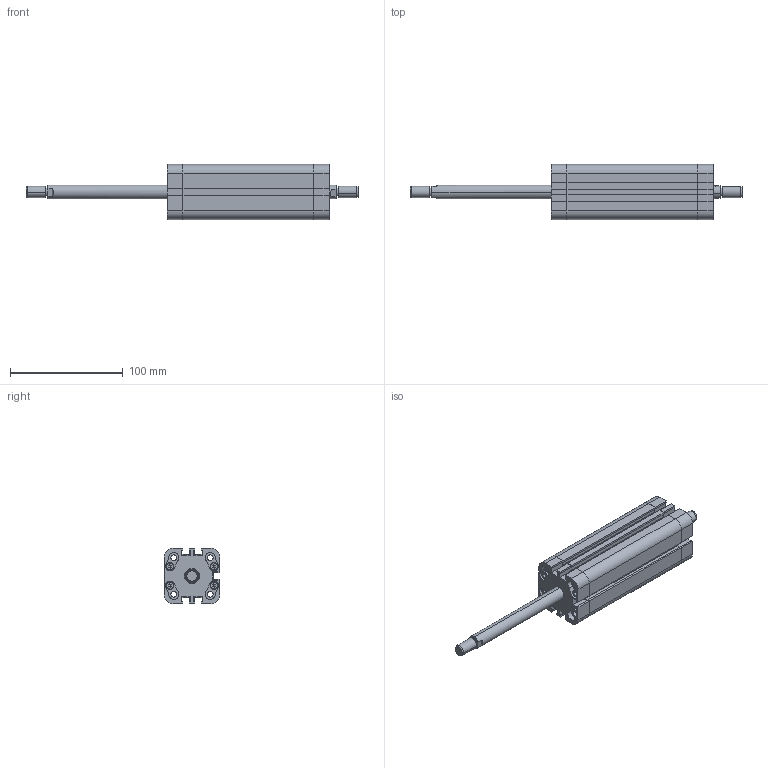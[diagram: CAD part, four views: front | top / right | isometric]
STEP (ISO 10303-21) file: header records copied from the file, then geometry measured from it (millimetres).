
FILE_DESCRIPTION (( 'STEP AP214' ), '1' );
FILE_NAME ('SM_002_032_0100_NP.STEP', '2019-11-14T11:42:50', ( '' ), ( '' ), 'SwSTEP 2.0', 'SolidWorks 2019', '' );
FILE_SCHEMA (( 'AUTOMOTIVE_DESIGN' ));
Length unit declared in the file: millimetre
Products named in the file (17): Pokrywa przód kpl^DTZ_Pokrywa prz¢d kpl - D032; Tuleja^DTZ_Tuleja - D032; socket set screw flat point_iso_ISO 4026 - M5 x 25-N; Kopia SMART - U. typ Oring - pokrywa^Pokrywa przód kpl_DTZ_U. typ Oring - D032; Kopia SMART - U. t硂ka lu焠a^T硂k kpl_DTZ_U. t坥ka lu玭a - D032; Kopia SMART - U. t³oka S^T³ok kpl_DTZ_U. tˆoka S - D032; Kopia Pokrywa przód^Pokrywa przód kpl_DTZ_Smart - Pok prz¢d - D032; T硂k kpl^DTZ_T坥k kpl - D032; SM_002_032_0100_NP; T³oczysko^DTZ_Tˆoczysko - D032; Kopia SMART - U. t³oczyska^Pokrywa przód kpl_DTZ_U. tˆoczyska - D032; Kopia T硂k^T硂k kpl_DTZ_T坥k - D032; socket head thin cap screw_din_DIN 7984 - M4 x 18 --- 15.9N; Kopia Pierœcieñ prowadz¹cy^T³ok kpl_DTZ_Pier˜cieä prowadz¥cy D032; Kopia Tuleja prowadz¹ca^Pokrywa przód kpl_DTZ_Tuleja prowadz¥ca - D032; Kopia Magnes^T³ok kpl_DTZ_Magnes D032
Assembly tree (29 placements, depth 3):
  SM_002_032_0100_NP
    Pokrywa przód kpl^DTZ_Pokrywa prz¢d kpl - D032
      Kopia Pokrywa przód^Pokrywa przód kpl_DTZ_Smart - Pok prz¢d - D032
      Kopia SMART - U. typ Oring - pokrywa^Pokrywa przód kpl_DTZ_U. typ Oring - D032
      Kopia Tuleja prowadz¹ca^Pokrywa przód kpl_DTZ_Tuleja prowadz¥ca - D032
      Kopia SMART - U. t³oczyska^Pokrywa przód kpl_DTZ_U. tˆoczyska - D032
    Pokrywa przód kpl^DTZ_Pokrywa prz¢d kpl - D032
      Kopia Pokrywa przód^Pokrywa przód kpl_DTZ_Smart - Pok prz¢d - D032
      Kopia SMART - U. typ Oring - pokrywa^Pokrywa przód kpl_DTZ_U. typ Oring - D032
      Kopia Tuleja prowadz¹ca^Pokrywa przód kpl_DTZ_Tuleja prowadz¥ca - D032
      Kopia SMART - U. t³oczyska^Pokrywa przód kpl_DTZ_U. tˆoczyska - D032
    Tuleja^DTZ_Tuleja - D032
    T硂k kpl^DTZ_T坥k kpl - D032
      Kopia T硂k^T硂k kpl_DTZ_T坥k - D032
      Kopia Magnes^T³ok kpl_DTZ_Magnes D032
      Kopia Pierœcieñ prowadz¹cy^T³ok kpl_DTZ_Pier˜cieä prowadz¥cy D032
      Kopia SMART - U. t硂ka lu焠a^T硂k kpl_DTZ_U. t坥ka lu玭a - D032  x2
      Kopia SMART - U. t³oka S^T³ok kpl_DTZ_U. tˆoka S - D032
    T³oczysko^DTZ_Tˆoczysko - D032  x2
    socket head thin cap screw_din_DIN 7984 - M4 x 18 --- 15.9N  x8
    socket set screw flat point_iso_ISO 4026 - M5 x 25-N
Bounding box: 295 x 49 x 49 mm (x, y, z)
Volume: 178694 mm3; surface area: 122680.2 mm2
Topology: 27 solids, 27 shells, 1063 faces, 2625 edges, 1682 vertices
Faces by surface type: plane 521, cylinder 298, bspline 110, cone 102, torus 32
Entity records: 21243 total; most frequent: CARTESIAN_POINT 6140, ORIENTED_EDGE 2918, DIRECTION 2906, EDGE_CURVE 1459, AXIS2_PLACEMENT_3D 1022, VERTEX_POINT 957, VECTOR 862, LINE 862
